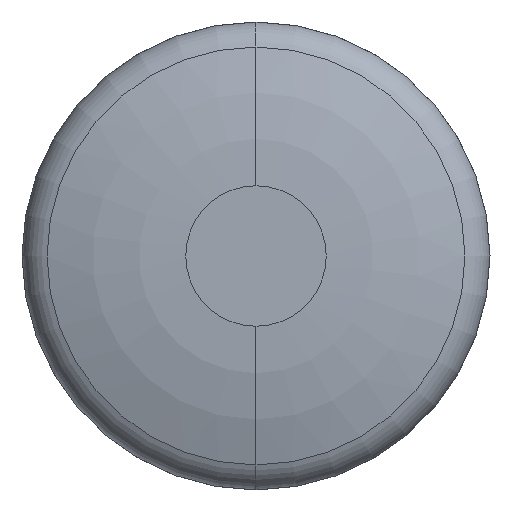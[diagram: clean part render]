
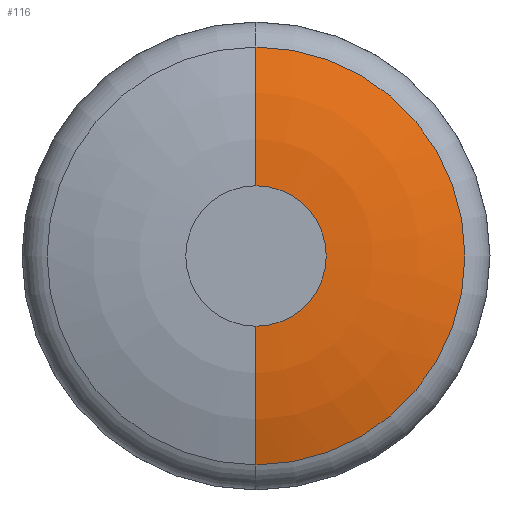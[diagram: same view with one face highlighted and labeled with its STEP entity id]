
A CAD part, front view. The second image highlights one B-rep face of the part: STEP entity #116.
In plain terms, the highlighted toroidal (fillet/blend) face has major radius 1.5 mm and minor radius 9 mm.
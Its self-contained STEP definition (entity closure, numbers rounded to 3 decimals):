
#33 = DIRECTION ( 'NONE',  ( -1., 0., 0. ) ) ;
#39 = CARTESIAN_POINT ( 'NONE',  ( 0., 0., 1.5 ) ) ;
#54 = AXIS2_PLACEMENT_3D ( 'NONE', #245, #33, #128 ) ;
#83 = CARTESIAN_POINT ( 'NONE',  ( 0., 0.502, 4.463 ) ) ;
#116 = ADVANCED_FACE ( 'NONE', ( #419 ), #160, .T. ) ;
#127 = VERTEX_POINT ( 'NONE', #83 ) ;
#128 = DIRECTION ( 'NONE',  ( 0., 0., 1. ) ) ;
#160 = TOROIDAL_SURFACE ( 'NONE', #177, 1.5, 9. ) ;
#177 = AXIS2_PLACEMENT_3D ( 'NONE', #460, #416, #200 ) ;
#180 = ORIENTED_EDGE ( 'NONE', *, *, #426, .T. ) ;
#200 = DIRECTION ( 'NONE',  ( 0., 0., -1. ) ) ;
#207 = CARTESIAN_POINT ( 'NONE',  ( 0., 9., 1.5 ) ) ;
#221 = CIRCLE ( 'NONE', #54, 9. ) ;
#226 = VERTEX_POINT ( 'NONE', #337 ) ;
#235 = CARTESIAN_POINT ( 'NONE',  ( 0., 0., 0. ) ) ;
#245 = CARTESIAN_POINT ( 'NONE',  ( 0., 9., -1.5 ) ) ;
#254 = DIRECTION ( 'NONE',  ( 0., -1., 0. ) ) ;
#259 = EDGE_CURVE ( 'NONE', #226, #485, #221, .T. ) ;
#270 = DIRECTION ( 'NONE',  ( 0., 0., -1. ) ) ;
#275 = CARTESIAN_POINT ( 'NONE',  ( 0., 0., -1.5 ) ) ;
#278 = CIRCLE ( 'NONE', #349, 4.463 ) ;
#288 = AXIS2_PLACEMENT_3D ( 'NONE', #207, #512, #477 ) ;
#289 = EDGE_CURVE ( 'NONE', #127, #344, #412, .T. ) ;
#337 = CARTESIAN_POINT ( 'NONE',  ( 0., 0.502, -4.463 ) ) ;
#339 = DIRECTION ( 'NONE',  ( 0., 0., -1. ) ) ;
#344 = VERTEX_POINT ( 'NONE', #39 ) ;
#349 = AXIS2_PLACEMENT_3D ( 'NONE', #546, #254, #339 ) ;
#383 = ORIENTED_EDGE ( 'NONE', *, *, #259, .F. ) ;
#412 = CIRCLE ( 'NONE', #288, 9. ) ;
#416 = DIRECTION ( 'NONE',  ( 0., -1., 0. ) ) ;
#419 = FACE_OUTER_BOUND ( 'NONE', #427, .T. ) ;
#422 = AXIS2_PLACEMENT_3D ( 'NONE', #235, #481, #270 ) ;
#426 = EDGE_CURVE ( 'NONE', #226, #127, #278, .T. ) ;
#427 = EDGE_LOOP ( 'NONE', ( #180, #526, #443, #383 ) ) ;
#443 = ORIENTED_EDGE ( 'NONE', *, *, #489, .F. ) ;
#460 = CARTESIAN_POINT ( 'NONE',  ( 0., 9., 0. ) ) ;
#477 = DIRECTION ( 'NONE',  ( 0., 0., -1. ) ) ;
#481 = DIRECTION ( 'NONE',  ( 0., -1., 0. ) ) ;
#485 = VERTEX_POINT ( 'NONE', #275 ) ;
#489 = EDGE_CURVE ( 'NONE', #485, #344, #508, .T. ) ;
#508 = CIRCLE ( 'NONE', #422, 1.5 ) ;
#512 = DIRECTION ( 'NONE',  ( 1., 0., 0. ) ) ;
#526 = ORIENTED_EDGE ( 'NONE', *, *, #289, .T. ) ;
#546 = CARTESIAN_POINT ( 'NONE',  ( 0., 0.502, 0. ) ) ;
